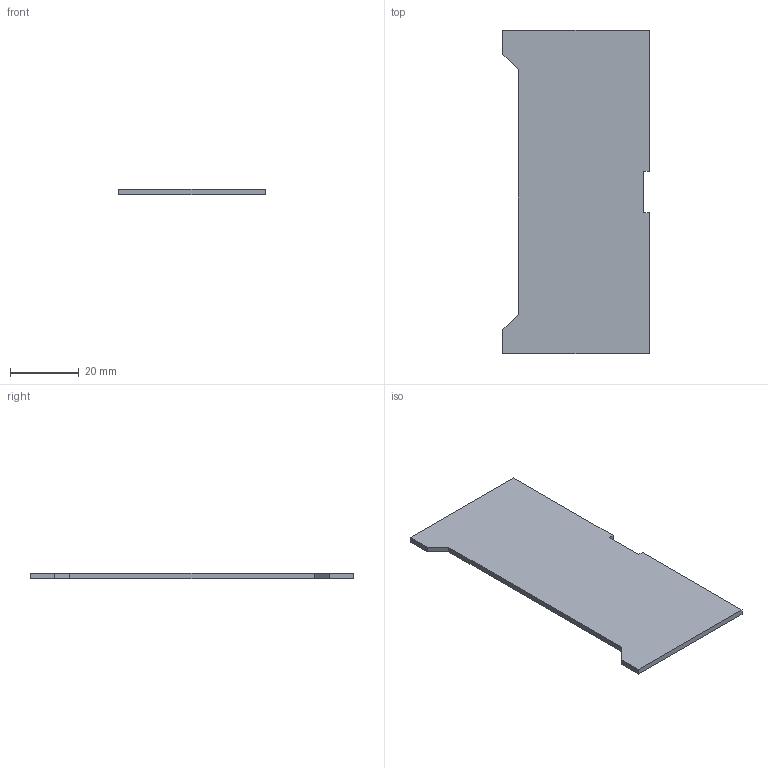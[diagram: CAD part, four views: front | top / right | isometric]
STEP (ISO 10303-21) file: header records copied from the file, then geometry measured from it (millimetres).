
FILE_DESCRIPTION(('FreeCAD Model'),'2;1');
FILE_NAME('NARA1.step', '2018-04-06T23:57:08',('kicad StepUp'),('ksu MCAD'), 'Open CASCADE STEP processor 7.1','FreeCAD','Unknown');
FILE_SCHEMA(('AUTOMOTIVE_DESIGN { 1 0 10303 214 1 1 1 1 }'));
Length unit declared in the file: millimetre
Products named in the file (4): NARA; Board_Geoms; Pcb; Step_Models
Assembly tree (3 placements, depth 3):
  NARA
    Board_Geoms
      Pcb
    Step_Models
Bounding box: 42.5 x 94 x 1.6 mm (x, y, z)
Volume: 5819.6 mm3; surface area: 7722.1 mm2
Topology: 1 solids, 1 shells, 14 faces, 36 edges, 24 vertices
Faces by surface type: plane 14
Entity records: 963 total; most frequent: CARTESIAN_POINT 150, DIRECTION 144, LINE 108, VECTOR 108, ORIENTED_EDGE 72, PCURVE 72, DEFINITIONAL_REPRESENTATION 72, EDGE_CURVE 36
